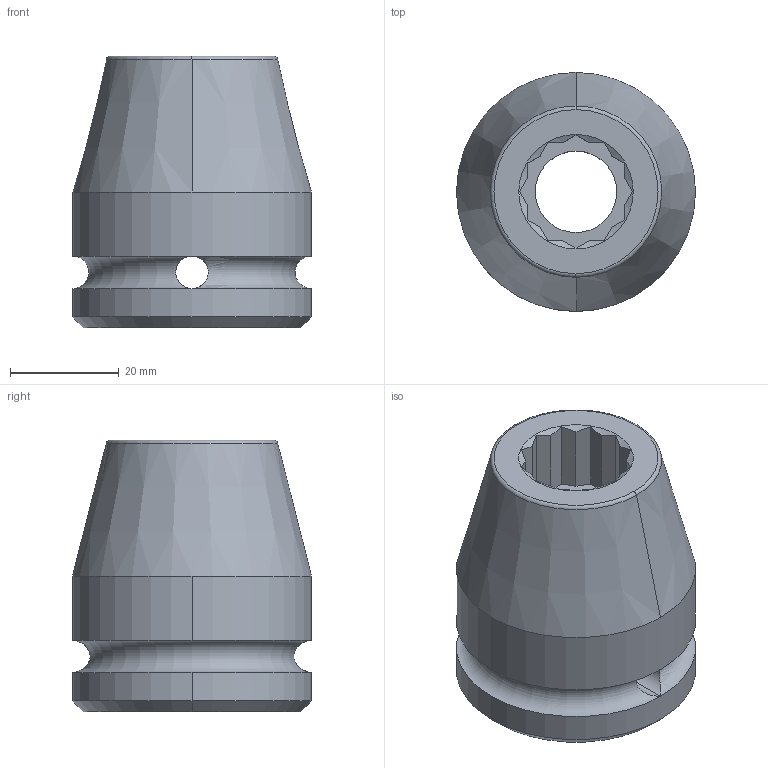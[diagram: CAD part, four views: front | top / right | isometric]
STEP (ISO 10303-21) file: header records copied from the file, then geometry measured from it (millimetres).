
FILE_DESCRIPTION((''),'2;1');
FILE_NAME('4027151518','2023-08-22T10:29:11',('A00565553'),(''),'CREO PARAMETRIC BY PTC INC, 2022414','CREO PARAMETRIC BY PTC INC, 2022414','');
FILE_SCHEMA(('CONFIG_CONTROL_DESIGN','GEOMETRIC_VALIDATION_PROPERTIES_MIM'));
Length unit declared in the file: millimetre
Products named in the file (1): 4027151518
Bounding box: 44 x 44 x 50 mm (x, y, z)
Volume: 48300.8 mm3; surface area: 12040.4 mm2
Topology: 1 solids, 1 shells, 64 faces, 164 edges, 102 vertices
Faces by surface type: plane 36, cylinder 14, cone 10, torus 4
Entity records: 2170 total; most frequent: CARTESIAN_POINT 530, ORIENTED_EDGE 328, DIRECTION 300, EDGE_CURVE 164, AXIS2_PLACEMENT_3D 108, VERTEX_POINT 102, VECTOR 84, LINE 84
